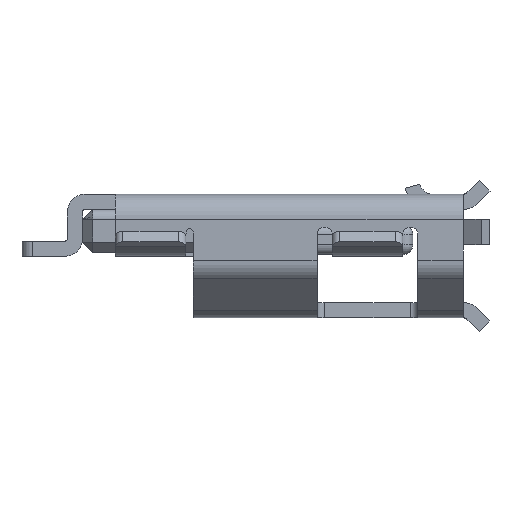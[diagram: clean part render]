
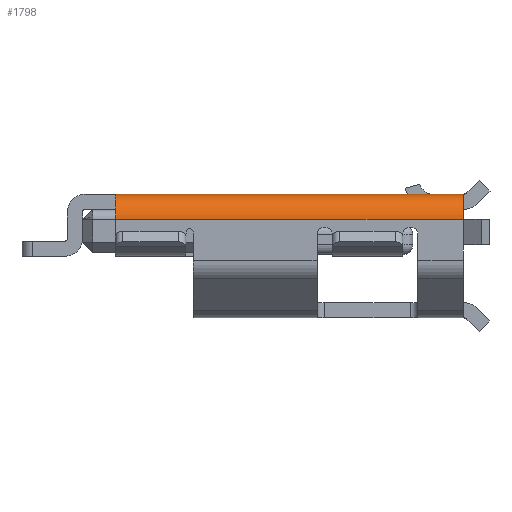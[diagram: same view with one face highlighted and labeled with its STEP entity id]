
A CAD part, left-side view. The second image highlights one B-rep face of the part: STEP entity #1798.
In plain terms, the highlighted cylindrical face has radius 0.5 mm (diameter 1 mm), a partial arc.
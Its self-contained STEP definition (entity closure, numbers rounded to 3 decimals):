
#1019 = DIRECTION ( 'NONE',  ( -1., 0., 0. ) ) ;
#1771 = CARTESIAN_POINT ( 'NONE',  ( -3.25, 4.225, 0.725 ) ) ;
#1798 = ADVANCED_FACE ( 'NONE', ( #26211 ), #12159, .T. ) ;
#1903 = DIRECTION ( 'NONE',  ( -1., 0., 0. ) ) ;
#2077 = EDGE_CURVE ( 'NONE', #13174, #13114, #9279, .T. ) ;
#2538 = AXIS2_PLACEMENT_3D ( 'NONE', #6519, #4241, #21591 ) ;
#2856 = DIRECTION ( 'NONE',  ( 0., 1., 0. ) ) ;
#4241 = DIRECTION ( 'NONE',  ( 0., -1., 0. ) ) ;
#5335 = EDGE_LOOP ( 'NONE', ( #21693, #12567, #13895, #19736 ) ) ;
#5406 = AXIS2_PLACEMENT_3D ( 'NONE', #7576, #24914, #1019 ) ;
#5822 = AXIS2_PLACEMENT_3D ( 'NONE', #1771, #21398, #1903 ) ;
#6519 = CARTESIAN_POINT ( 'NONE',  ( -3.25, -2.675, 0.725 ) ) ;
#6675 = CARTESIAN_POINT ( 'NONE',  ( -3.75, 4.225, 0.725 ) ) ;
#7576 = CARTESIAN_POINT ( 'NONE',  ( -3.25, -2.675, 0.725 ) ) ;
#7664 = CIRCLE ( 'NONE', #5822, 0.5 ) ;
#7928 = VECTOR ( 'NONE', #18774, 1000. ) ;
#8181 = VERTEX_POINT ( 'NONE', #26127 ) ;
#9279 = LINE ( 'NONE', #22325, #16597 ) ;
#9806 = VERTEX_POINT ( 'NONE', #15819 ) ;
#12159 = CYLINDRICAL_SURFACE ( 'NONE', #5406, 0.5 ) ;
#12567 = ORIENTED_EDGE ( 'NONE', *, *, #22339, .F. ) ;
#13114 = VERTEX_POINT ( 'NONE', #6675 ) ;
#13174 = VERTEX_POINT ( 'NONE', #21749 ) ;
#13895 = ORIENTED_EDGE ( 'NONE', *, *, #2077, .F. ) ;
#14369 = CIRCLE ( 'NONE', #2538, 0.5 ) ;
#15819 = CARTESIAN_POINT ( 'NONE',  ( -3.25, -2.675, 1.225 ) ) ;
#16597 = VECTOR ( 'NONE', #2856, 1000. ) ;
#18774 = DIRECTION ( 'NONE',  ( 0., 1., 0. ) ) ;
#19736 = ORIENTED_EDGE ( 'NONE', *, *, #20892, .F. ) ;
#20892 = EDGE_CURVE ( 'NONE', #9806, #13174, #14369, .T. ) ;
#21398 = DIRECTION ( 'NONE',  ( 0., 1., 0. ) ) ;
#21591 = DIRECTION ( 'NONE',  ( 1., 0., 0. ) ) ;
#21693 = ORIENTED_EDGE ( 'NONE', *, *, #25048, .T. ) ;
#21749 = CARTESIAN_POINT ( 'NONE',  ( -3.75, -2.675, 0.725 ) ) ;
#22325 = CARTESIAN_POINT ( 'NONE',  ( -3.75, -2.675, 0.725 ) ) ;
#22339 = EDGE_CURVE ( 'NONE', #13114, #8181, #7664, .T. ) ;
#24914 = DIRECTION ( 'NONE',  ( 0., 1., 0. ) ) ;
#25048 = EDGE_CURVE ( 'NONE', #9806, #8181, #25308, .T. ) ;
#25167 = CARTESIAN_POINT ( 'NONE',  ( -3.25, -2.675, 1.225 ) ) ;
#25308 = LINE ( 'NONE', #25167, #7928 ) ;
#26127 = CARTESIAN_POINT ( 'NONE',  ( -3.25, 4.225, 1.225 ) ) ;
#26211 = FACE_OUTER_BOUND ( 'NONE', #5335, .T. ) ;
